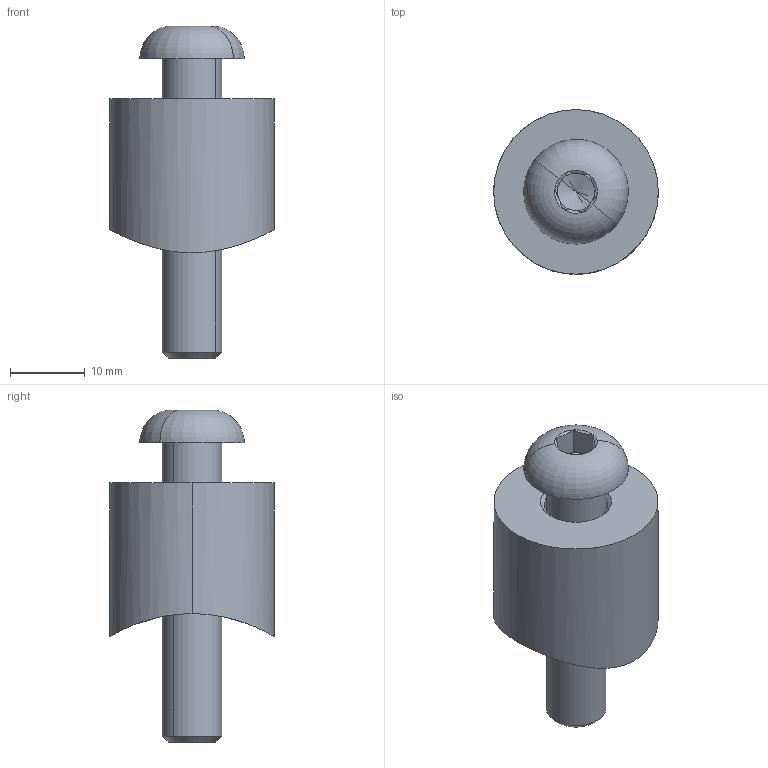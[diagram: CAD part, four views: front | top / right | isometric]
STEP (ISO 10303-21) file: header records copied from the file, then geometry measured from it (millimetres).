
FILE_DESCRIPTION (( 'STEP AP203' ), '1' );
FILE_NAME ('A14_7405-042.STEP', '2023-11-28T09:13:47', ( '' ), ( '' ), 'SwSTEP 2.0', 'SolidWorks 2019', '' );
FILE_SCHEMA (( 'CONFIG_CONTROL_DESIGN' ));
Length unit declared in the file: millimetre
Products named in the file (3): A14_7405-042; SKRUTKA stn iso 7380_M8x40
Assembly tree (2 placements, depth 2):
  A14_7405-042
    A14_7405-042
    SKRUTKA stn iso 7380_M8x40
Bounding box: 22 x 22 x 44.39 mm (x, y, z)
Volume: 8369.1 mm3; surface area: 3896.7 mm2
Topology: 2 solids, 2 shells, 38 faces, 89 edges, 54 vertices
Faces by surface type: plane 15, cone 12, cylinder 7, bspline 2, torus 2
Entity records: 2926 total; most frequent: CARTESIAN_POINT 1796, ORIENTED_EDGE 174, DIRECTION 172, EDGE_CURVE 87, AXIS2_PLACEMENT_3D 71, VERTEX_POINT 54, EDGE_LOOP 41, FACE_OUTER_BOUND 38
